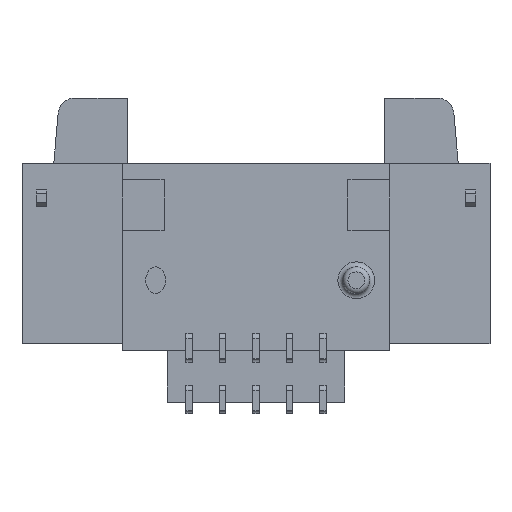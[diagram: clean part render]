
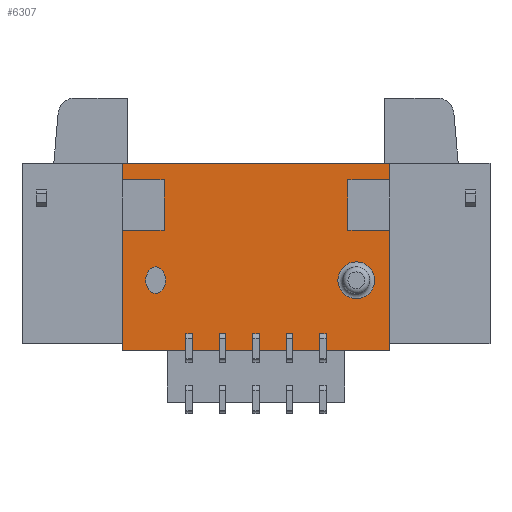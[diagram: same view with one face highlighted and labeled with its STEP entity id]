
A CAD part, front view. The second image highlights one B-rep face of the part: STEP entity #6307.
In plain terms, the highlighted face is planar.
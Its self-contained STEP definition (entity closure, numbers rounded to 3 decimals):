
#153=CIRCLE('',#7427,0.46);
#154=CIRCLE('',#7428,0.218);
#155=CIRCLE('',#7429,0.46);
#156=CIRCLE('',#7430,0.218);
#157=CIRCLE('',#7431,0.55);
#1707=ORIENTED_EDGE('',*,*,#2854,.F.);
#1708=ORIENTED_EDGE('',*,*,#2855,.F.);
#1709=ORIENTED_EDGE('',*,*,#2856,.F.);
#1710=ORIENTED_EDGE('',*,*,#2857,.F.);
#1711=ORIENTED_EDGE('',*,*,#2858,.T.);
#1712=ORIENTED_EDGE('',*,*,#2859,.F.);
#1713=ORIENTED_EDGE('',*,*,#2847,.T.);
#1714=ORIENTED_EDGE('',*,*,#2745,.T.);
#1715=ORIENTED_EDGE('',*,*,#2835,.T.);
#1716=ORIENTED_EDGE('',*,*,#2860,.F.);
#1717=ORIENTED_EDGE('',*,*,#2861,.T.);
#1718=ORIENTED_EDGE('',*,*,#2862,.T.);
#1719=ORIENTED_EDGE('',*,*,#2831,.T.);
#1720=ORIENTED_EDGE('',*,*,#2842,.T.);
#1721=ORIENTED_EDGE('',*,*,#2851,.T.);
#1722=ORIENTED_EDGE('',*,*,#2863,.T.);
#1723=ORIENTED_EDGE('',*,*,#2864,.F.);
#2745=EDGE_CURVE('',#3443,#3442,#4148,.T.);
#2831=EDGE_CURVE('',#3511,#3510,#4234,.T.);
#2835=EDGE_CURVE('',#3442,#3514,#4238,.T.);
#2842=EDGE_CURVE('',#3510,#3519,#4245,.T.);
#2847=EDGE_CURVE('',#3520,#3443,#4250,.T.);
#2851=EDGE_CURVE('',#3519,#3523,#4254,.T.);
#2854=EDGE_CURVE('',#3524,#3525,#153,.T.);
#2855=EDGE_CURVE('',#3526,#3524,#154,.T.);
#2856=EDGE_CURVE('',#3527,#3526,#155,.T.);
#2857=EDGE_CURVE('',#3525,#3527,#156,.T.);
#2858=EDGE_CURVE('',#3528,#3528,#157,.T.);
#2859=EDGE_CURVE('',#3520,#3529,#4257,.T.);
#2860=EDGE_CURVE('',#3530,#3514,#4258,.T.);
#2861=EDGE_CURVE('',#3530,#3531,#4259,.T.);
#2862=EDGE_CURVE('',#3531,#3511,#4260,.T.);
#2863=EDGE_CURVE('',#3523,#3532,#4261,.T.);
#2864=EDGE_CURVE('',#3529,#3532,#4262,.T.);
#3442=VERTEX_POINT('',#10594);
#3443=VERTEX_POINT('',#10596);
#3510=VERTEX_POINT('',#10761);
#3511=VERTEX_POINT('',#10763);
#3514=VERTEX_POINT('',#10769);
#3519=VERTEX_POINT('',#10782);
#3520=VERTEX_POINT('',#10790);
#3523=VERTEX_POINT('',#10796);
#3524=VERTEX_POINT('',#10803);
#3525=VERTEX_POINT('',#10804);
#3526=VERTEX_POINT('',#10806);
#3527=VERTEX_POINT('',#10808);
#3528=VERTEX_POINT('',#10811);
#3529=VERTEX_POINT('',#10813);
#3530=VERTEX_POINT('',#10815);
#3531=VERTEX_POINT('',#10817);
#3532=VERTEX_POINT('',#10820);
#4148=LINE('',#10595,#4925);
#4234=LINE('',#10762,#5011);
#4238=LINE('',#10770,#5015);
#4245=LINE('',#10783,#5022);
#4250=LINE('',#10789,#5027);
#4254=LINE('',#10797,#5031);
#4257=LINE('',#10812,#5034);
#4258=LINE('',#10814,#5035);
#4259=LINE('',#10816,#5036);
#4260=LINE('',#10818,#5037);
#4261=LINE('',#10819,#5038);
#4262=LINE('',#10821,#5039);
#4925=VECTOR('',#8781,1000.);
#5011=VECTOR('',#8893,1000.);
#5015=VECTOR('',#8897,1000.);
#5022=VECTOR('',#8906,1000.);
#5027=VECTOR('',#8913,1000.);
#5031=VECTOR('',#8917,1000.);
#5034=VECTOR('',#8934,1000.);
#5035=VECTOR('',#8935,1000.);
#5036=VECTOR('',#8936,1000.);
#5037=VECTOR('',#8937,1000.);
#5038=VECTOR('',#8938,1000.);
#5039=VECTOR('',#8939,1000.);
#5392=EDGE_LOOP('',(#1707,#1708,#1709,#1710));
#5393=EDGE_LOOP('',(#1711));
#5394=EDGE_LOOP('',(#1712,#1713,#1714,#1715,#1716,#1717,#1718,#1719,#1720,
#1721,#1722,#1723));
#5729=FACE_BOUND('',#5392,.T.);
#5730=FACE_BOUND('',#5393,.T.);
#5731=FACE_BOUND('',#5394,.T.);
#5996=PLANE('',#7426);
#6307=ADVANCED_FACE('',(#5729,#5730,#5731),#5996,.T.);
#7426=AXIS2_PLACEMENT_3D('',#10801,#8922,#8923);
#7427=AXIS2_PLACEMENT_3D('',#10802,#8924,#8925);
#7428=AXIS2_PLACEMENT_3D('',#10805,#8926,#8927);
#7429=AXIS2_PLACEMENT_3D('',#10807,#8928,#8929);
#7430=AXIS2_PLACEMENT_3D('',#10809,#8930,#8931);
#7431=AXIS2_PLACEMENT_3D('',#10810,#8932,#8933);
#8781=DIRECTION('',(-1.,0.,0.));
#8893=DIRECTION('',(0.,-1.,0.));
#8897=DIRECTION('',(0.,-1.,0.));
#8906=DIRECTION('',(1.,0.,0.));
#8913=DIRECTION('',(0.,1.,0.));
#8917=DIRECTION('',(0.,1.,0.));
#8922=DIRECTION('',(0.,0.,1.));
#8923=DIRECTION('',(1.,0.,0.));
#8924=DIRECTION('',(0.,0.,1.));
#8925=DIRECTION('',(1.,0.,0.));
#8926=DIRECTION('',(0.,0.,1.));
#8927=DIRECTION('',(1.,0.,0.));
#8928=DIRECTION('',(0.,0.,1.));
#8929=DIRECTION('',(1.,0.,0.));
#8930=DIRECTION('',(0.,0.,1.));
#8931=DIRECTION('',(1.,0.,0.));
#8932=DIRECTION('',(0.,0.,-1.));
#8933=DIRECTION('',(-1.,0.,0.));
#8934=DIRECTION('',(-1.,0.,0.));
#8935=DIRECTION('',(-1.,0.,0.));
#8936=DIRECTION('',(0.,-1.,0.));
#8937=DIRECTION('',(-1.,0.,0.));
#8938=DIRECTION('',(-1.,0.,0.));
#8939=DIRECTION('',(0.,-1.,0.));
#10594=CARTESIAN_POINT('',(-4.,5.6,3.125));
#10595=CARTESIAN_POINT('',(7.,5.6,3.125));
#10596=CARTESIAN_POINT('',(4.,5.6,3.125));
#10761=CARTESIAN_POINT('',(-4.,0.,3.125));
#10762=CARTESIAN_POINT('',(-4.,0.2,3.125));
#10763=CARTESIAN_POINT('',(-4.,3.6,3.125));
#10769=CARTESIAN_POINT('',(-4.,5.1,3.125));
#10770=CARTESIAN_POINT('',(-4.,0.2,3.125));
#10782=CARTESIAN_POINT('',(4.,0.,3.125));
#10783=CARTESIAN_POINT('',(-4.,0.,3.125));
#10789=CARTESIAN_POINT('',(4.,0.,3.125));
#10790=CARTESIAN_POINT('',(4.,5.1,3.125));
#10796=CARTESIAN_POINT('',(4.,3.6,3.125));
#10797=CARTESIAN_POINT('',(4.,0.,3.125));
#10801=CARTESIAN_POINT('',(0.,0.,3.125));
#10802=CARTESIAN_POINT('',(-2.84,2.1,3.125));
#10803=CARTESIAN_POINT('',(-3.15,2.44,3.125));
#10804=CARTESIAN_POINT('',(-3.15,1.76,3.125));
#10805=CARTESIAN_POINT('',(-3.,2.283,3.125));
#10806=CARTESIAN_POINT('',(-2.85,2.44,3.125));
#10807=CARTESIAN_POINT('',(-3.16,2.1,3.125));
#10808=CARTESIAN_POINT('',(-2.85,1.76,3.125));
#10809=CARTESIAN_POINT('',(-3.,1.918,3.125));
#10810=CARTESIAN_POINT('',(3.,2.1,3.125));
#10811=CARTESIAN_POINT('',(2.45,2.1,3.125));
#10812=CARTESIAN_POINT('',(0.,5.1,3.125));
#10813=CARTESIAN_POINT('',(2.75,5.1,3.125));
#10814=CARTESIAN_POINT('',(0.,5.1,3.125));
#10815=CARTESIAN_POINT('',(-2.75,5.1,3.125));
#10816=CARTESIAN_POINT('',(-2.75,5.1,3.125));
#10817=CARTESIAN_POINT('',(-2.75,3.6,3.125));
#10818=CARTESIAN_POINT('',(0.,3.6,3.125));
#10819=CARTESIAN_POINT('',(0.,3.6,3.125));
#10820=CARTESIAN_POINT('',(2.75,3.6,3.125));
#10821=CARTESIAN_POINT('',(2.75,5.1,3.125));
